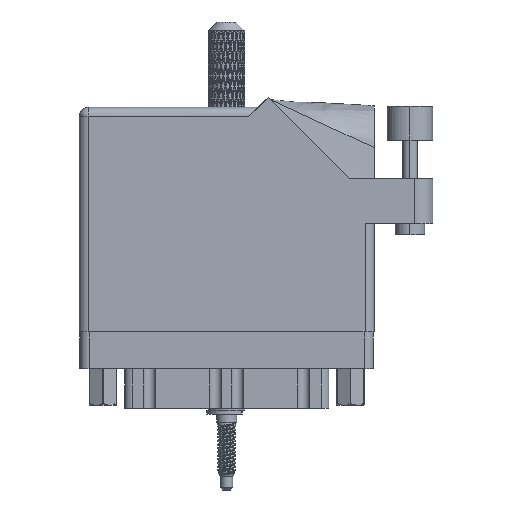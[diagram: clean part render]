
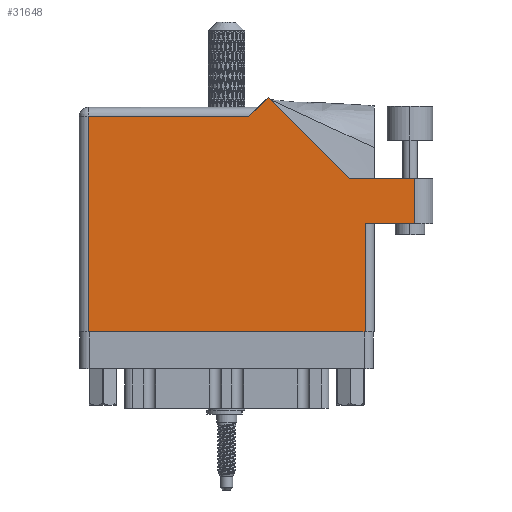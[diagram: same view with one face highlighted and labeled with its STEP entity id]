
A CAD part, front view. The second image highlights one B-rep face of the part: STEP entity #31648.
In plain terms, the highlighted face is planar.
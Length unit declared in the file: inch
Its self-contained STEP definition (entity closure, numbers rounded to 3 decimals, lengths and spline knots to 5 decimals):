
#1371 = VECTOR ( 'NONE', #99164, 39.37008 ) ;
#2676 = CARTESIAN_POINT ( 'NONE',  ( 2.285, 0.737, 0. ) ) ;
#5371 = EDGE_CURVE ( 'NONE', #95833, #101297, #97779, .T. ) ;
#5608 = CARTESIAN_POINT ( 'NONE',  ( 0.062, 1.468, 0. ) ) ;
#5890 = CARTESIAN_POINT ( 'NONE',  ( 0.062, 0., 0. ) ) ;
#6245 = VERTEX_POINT ( 'NONE', #8385 ) ;
#8385 = CARTESIAN_POINT ( 'NONE',  ( 1.155, 1.468, 0. ) ) ;
#10159 = DIRECTION ( 'NONE',  ( 1., 0., 0. ) ) ;
#11058 = ORIENTED_EDGE ( 'NONE', *, *, #69988, .T. ) ;
#12110 = LINE ( 'NONE', #63668, #1371 ) ;
#12246 = ORIENTED_EDGE ( 'NONE', *, *, #32386, .T. ) ;
#12329 = VERTEX_POINT ( 'NONE', #90890 ) ;
#12584 = VERTEX_POINT ( 'NONE', #51273 ) ;
#13972 = ORIENTED_EDGE ( 'NONE', *, *, #52870, .T. ) ;
#15411 = DIRECTION ( 'NONE',  ( -1., 0., 0. ) ) ;
#15873 = FACE_OUTER_BOUND ( 'NONE', #89651, .T. ) ;
#17001 = LINE ( 'NONE', #43379, #40354 ) ;
#20205 = VERTEX_POINT ( 'NONE', #5890 ) ;
#21807 = LINE ( 'NONE', #91697, #46672 ) ;
#21890 = LINE ( 'NONE', #56840, #25032 ) ;
#24467 = ORIENTED_EDGE ( 'NONE', *, *, #80638, .T. ) ;
#24468 = PLANE ( 'NONE',  #39571 ) ;
#25032 = VECTOR ( 'NONE', #32168, 39.37008 ) ;
#27331 = LINE ( 'NONE', #89770, #105536 ) ;
#31648 = ADVANCED_FACE ( 'NONE', ( #15873 ), #24468, .F. ) ;
#32168 = DIRECTION ( 'NONE',  ( 0., 1., 0. ) ) ;
#32263 = VECTOR ( 'NONE', #74365, 39.37008 ) ;
#32386 = EDGE_CURVE ( 'NONE', #12584, #99758, #21807, .T. ) ;
#33601 = CARTESIAN_POINT ( 'NONE',  ( 0.062, 0., 0. ) ) ;
#34315 = ORIENTED_EDGE ( 'NONE', *, *, #5371, .T. ) ;
#35919 = EDGE_CURVE ( 'NONE', #107965, #95833, #110946, .T. ) ;
#39571 = AXIS2_PLACEMENT_3D ( 'NONE', #59398, #94361, #50818 ) ;
#40354 = VECTOR ( 'NONE', #78321, 39.37008 ) ;
#40497 = ORIENTED_EDGE ( 'NONE', *, *, #96963, .T. ) ;
#43379 = CARTESIAN_POINT ( 'NONE',  ( 0., 0., 0. ) ) ;
#46672 = VECTOR ( 'NONE', #49267, 39.37008 ) ;
#48121 = CARTESIAN_POINT ( 'NONE',  ( 1.948, 0., 0. ) ) ;
#49267 = DIRECTION ( 'NONE',  ( -0.707, 0.707, 0. ) ) ;
#50818 = DIRECTION ( 'NONE',  ( -1., 0., 0. ) ) ;
#51273 = CARTESIAN_POINT ( 'NONE',  ( 1.84442, 1.044, 0. ) ) ;
#52870 = EDGE_CURVE ( 'NONE', #99758, #6245, #12110, .T. ) ;
#53678 = DIRECTION ( 'NONE',  ( -1., 0., 0. ) ) ;
#56840 = CARTESIAN_POINT ( 'NONE',  ( 2.285, 1.044, 0. ) ) ;
#58369 = CARTESIAN_POINT ( 'NONE',  ( 0., 1.468, 0. ) ) ;
#59398 = CARTESIAN_POINT ( 'NONE',  ( 0., 1.53, 0. ) ) ;
#61736 = CARTESIAN_POINT ( 'NONE',  ( 2.01, 0.737, 0. ) ) ;
#63668 = CARTESIAN_POINT ( 'NONE',  ( 1.217, 1.53, 0. ) ) ;
#65175 = CARTESIAN_POINT ( 'NONE',  ( 1.948, 0.737, 0. ) ) ;
#65309 = ORIENTED_EDGE ( 'NONE', *, *, #99068, .T. ) ;
#68544 = DIRECTION ( 'NONE',  ( 0., -1., 0. ) ) ;
#69988 = EDGE_CURVE ( 'NONE', #101297, #12329, #21890, .T. ) ;
#72191 = VERTEX_POINT ( 'NONE', #5608 ) ;
#74365 = DIRECTION ( 'NONE',  ( 0., 1., 0. ) ) ;
#77819 = LINE ( 'NONE', #58369, #82578 ) ;
#78321 = DIRECTION ( 'NONE',  ( 1., 0., 0. ) ) ;
#80638 = EDGE_CURVE ( 'NONE', #12329, #12584, #27331, .T. ) ;
#80759 = ORIENTED_EDGE ( 'NONE', *, *, #35919, .T. ) ;
#81808 = ORIENTED_EDGE ( 'NONE', *, *, #84964, .T. ) ;
#82578 = VECTOR ( 'NONE', #15411, 39.37008 ) ;
#84964 = EDGE_CURVE ( 'NONE', #72191, #20205, #112033, .T. ) ;
#89492 = VECTOR ( 'NONE', #68544, 39.37008 ) ;
#89651 = EDGE_LOOP ( 'NONE', ( #34315, #11058, #24467, #12246, #13972, #65309, #81808, #40497, #80759 ) ) ;
#89770 = CARTESIAN_POINT ( 'NONE',  ( 2.41, 1.044, 0. ) ) ;
#90890 = CARTESIAN_POINT ( 'NONE',  ( 2.285, 1.044, 0. ) ) ;
#91697 = CARTESIAN_POINT ( 'NONE',  ( 1.84442, 1.044, 0. ) ) ;
#94361 = DIRECTION ( 'NONE',  ( 0., 0., -1. ) ) ;
#95833 = VERTEX_POINT ( 'NONE', #103042 ) ;
#96963 = EDGE_CURVE ( 'NONE', #20205, #107965, #17001, .T. ) ;
#97779 = LINE ( 'NONE', #61736, #103619 ) ;
#99068 = EDGE_CURVE ( 'NONE', #6245, #72191, #77819, .T. ) ;
#99164 = DIRECTION ( 'NONE',  ( -0.707, -0.707, 0. ) ) ;
#99758 = VERTEX_POINT ( 'NONE', #109358 ) ;
#101297 = VERTEX_POINT ( 'NONE', #2676 ) ;
#103042 = CARTESIAN_POINT ( 'NONE',  ( 1.948, 0.737, 0. ) ) ;
#103619 = VECTOR ( 'NONE', #10159, 39.37008 ) ;
#105536 = VECTOR ( 'NONE', #53678, 39.37008 ) ;
#107965 = VERTEX_POINT ( 'NONE', #48121 ) ;
#109358 = CARTESIAN_POINT ( 'NONE',  ( 1.28771, 1.60071, 0. ) ) ;
#110946 = LINE ( 'NONE', #65175, #32263 ) ;
#112033 = LINE ( 'NONE', #33601, #89492 ) ;
